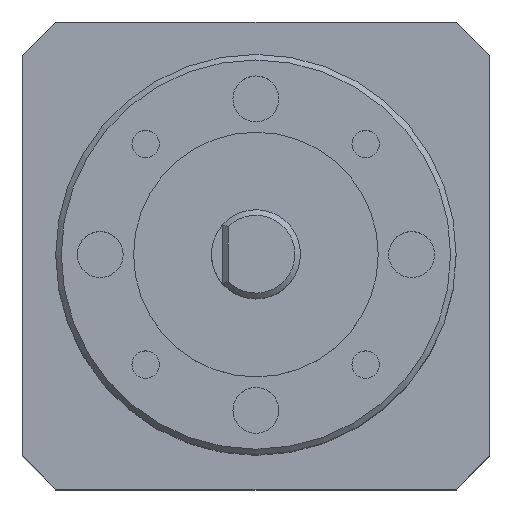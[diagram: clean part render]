
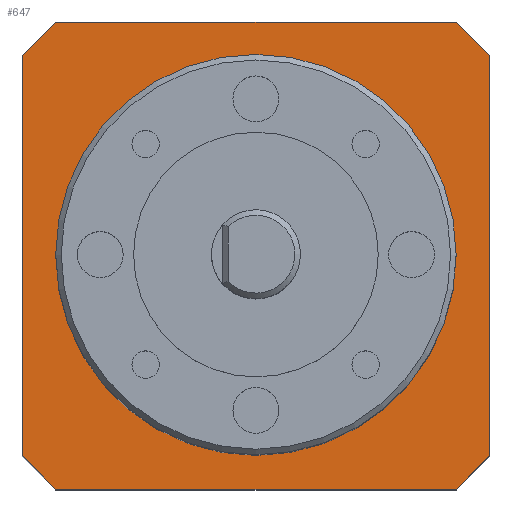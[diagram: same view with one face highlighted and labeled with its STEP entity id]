
A CAD part, top view. The second image highlights one B-rep face of the part: STEP entity #647.
In plain terms, the highlighted planar face has unit normal (0, 0, 1).
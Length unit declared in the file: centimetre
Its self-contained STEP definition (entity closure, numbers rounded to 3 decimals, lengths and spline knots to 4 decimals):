
#257=VERTEX_POINT('',#4043);
#268=VERTEX_POINT('',#4077);
#269=VERTEX_POINT('',#4078);
#270=VERTEX_POINT('',#4080);
#271=VERTEX_POINT('',#4082);
#272=VERTEX_POINT('',#4084);
#273=VERTEX_POINT('',#4086);
#274=VERTEX_POINT('',#4088);
#275=VERTEX_POINT('',#4090);
#311=EDGE_CURVE('',#257,#257,#951,.T.);
#322=EDGE_CURVE('',#268,#269,#2024,.T.);
#323=EDGE_CURVE('',#270,#268,#2025,.T.);
#324=EDGE_CURVE('',#271,#270,#2026,.T.);
#325=EDGE_CURVE('',#272,#271,#2027,.T.);
#326=EDGE_CURVE('',#273,#272,#2028,.T.);
#327=EDGE_CURVE('',#274,#273,#2029,.T.);
#328=EDGE_CURVE('',#275,#274,#2030,.T.);
#329=EDGE_CURVE('',#269,#275,#2031,.T.);
#418=ORIENTED_EDGE('',*,*,#311,.T.);
#419=ORIENTED_EDGE('',*,*,#322,.F.);
#420=ORIENTED_EDGE('',*,*,#323,.F.);
#421=ORIENTED_EDGE('',*,*,#324,.F.);
#422=ORIENTED_EDGE('',*,*,#325,.F.);
#423=ORIENTED_EDGE('',*,*,#326,.F.);
#424=ORIENTED_EDGE('',*,*,#327,.F.);
#425=ORIENTED_EDGE('',*,*,#328,.F.);
#426=ORIENTED_EDGE('',*,*,#329,.F.);
#528=EDGE_LOOP('',(#418));
#529=EDGE_LOOP('',(#419,#420,#421,#422,#423,#424,#425,#426));
#600=FACE_BOUND('',#528,.T.);
#601=FACE_BOUND('',#529,.T.);
#647=ADVANCED_FACE('',(#600,#601),#3121,.T.);
#951=CIRCLE('',#2913,1.8);
#2024=LINE('',#4076,#3064);
#2025=LINE('',#4079,#3065);
#2026=LINE('',#4081,#3066);
#2027=LINE('',#4083,#3067);
#2028=LINE('',#4085,#3068);
#2029=LINE('',#4087,#3069);
#2030=LINE('',#4089,#3070);
#2031=LINE('',#4091,#3071);
#2913=AXIS2_PLACEMENT_3D('',#4042,#3495,#3496);
#2935=AXIS2_PLACEMENT_3D('',#4075,#3533,$);
#3064=VECTOR('',#3534,1.);
#3065=VECTOR('',#3535,1.);
#3066=VECTOR('',#3536,1.);
#3067=VECTOR('',#3537,1.);
#3068=VECTOR('',#3538,1.);
#3069=VECTOR('',#3539,1.);
#3070=VECTOR('',#3540,1.);
#3071=VECTOR('',#3541,1.);
#3121=PLANE('',#2935);
#3495=DIRECTION('',(0.,0.,-1.));
#3496=DIRECTION('',(1.8,0.,0.));
#3533=DIRECTION('',(0.,0.,1.));
#3534=DIRECTION('',(0.,-1.,0.));
#3535=DIRECTION('',(0.707,-0.707,0.));
#3536=DIRECTION('',(1.,0.,0.));
#3537=DIRECTION('',(0.707,0.707,0.));
#3538=DIRECTION('',(0.,1.,0.));
#3539=DIRECTION('',(-0.707,0.707,0.));
#3540=DIRECTION('',(-1.,0.,0.));
#3541=DIRECTION('',(-0.707,-0.707,0.));
#4042=CARTESIAN_POINT('',(2.0993,2.1029,4.5));
#4043=CARTESIAN_POINT('',(3.8993,2.1029,4.5));
#4075=CARTESIAN_POINT('',(2.1,2.1,4.5));
#4076=CARTESIAN_POINT('',(4.2,3.9,4.5));
#4077=CARTESIAN_POINT('',(4.2,3.9,4.5));
#4078=CARTESIAN_POINT('',(4.2,0.3,4.5));
#4079=CARTESIAN_POINT('',(3.9,4.2,4.5));
#4080=CARTESIAN_POINT('',(3.9,4.2,4.5));
#4081=CARTESIAN_POINT('',(0.3,4.2,4.5));
#4082=CARTESIAN_POINT('',(0.3,4.2,4.5));
#4083=CARTESIAN_POINT('',(0.,3.9,4.5));
#4084=CARTESIAN_POINT('',(0.,3.9,4.5));
#4085=CARTESIAN_POINT('',(0.,0.3,4.5));
#4086=CARTESIAN_POINT('',(0.,0.3,4.5));
#4087=CARTESIAN_POINT('',(0.3,0.,4.5));
#4088=CARTESIAN_POINT('',(0.3,0.,4.5));
#4089=CARTESIAN_POINT('',(3.9,0.,4.5));
#4090=CARTESIAN_POINT('',(3.9,0.,4.5));
#4091=CARTESIAN_POINT('',(4.2,0.3,4.5));
